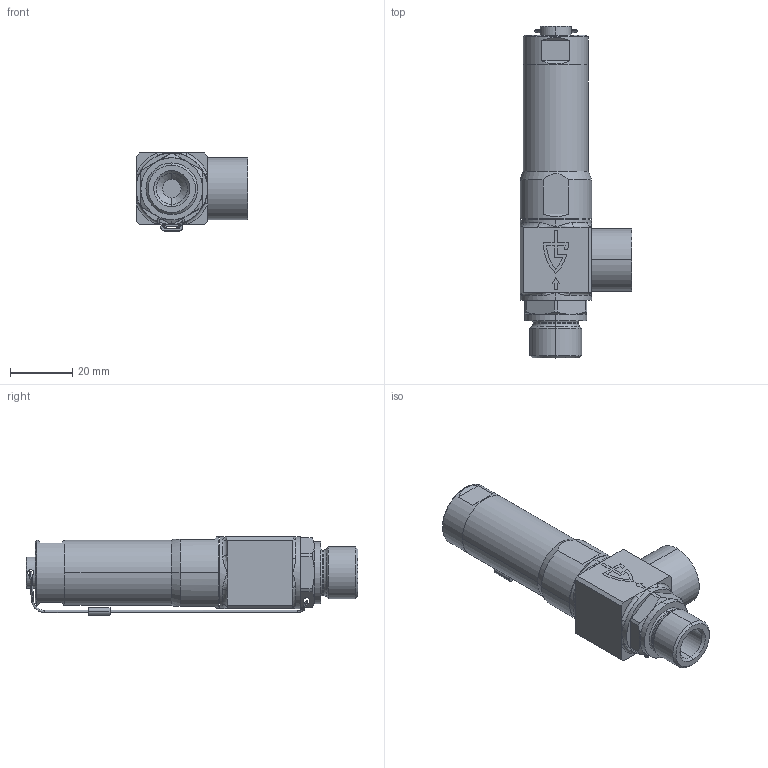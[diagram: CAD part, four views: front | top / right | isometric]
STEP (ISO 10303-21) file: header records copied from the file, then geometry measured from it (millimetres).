
FILE_DESCRIPTION (( 'STEP AP214' ), '1' );
FILE_NAME ('420 tbGFO 10 Dummy.STEP', '2013-07-30T09:57:31', ( 'Blankenhorn' ), ( '' ), 'SwSTEP 2.0', 'SolidWorks 2013', '' );
FILE_SCHEMA (( 'AUTOMOTIVE_DESIGN' ));
Length unit declared in the file: millimetre
Products named in the file (1): 420 tbGFO 10 Dummy
Bounding box: 36 x 106.7 x 25.11 mm (x, y, z)
Volume: 25013.2 mm3; surface area: 19402.3 mm2
Topology: 7 solids, 7 shells, 391 faces, 949 edges, 575 vertices
Faces by surface type: plane 136, cylinder 127, torus 61, cone 51, bspline 16
Entity records: 16522 total; most frequent: CARTESIAN_POINT 2872, DIRECTION 2061, ORIENTED_EDGE 1866, EDGE_CURVE 933, AXIS2_PLACEMENT_3D 804, VERTEX_POINT 575, LINE 453, VECTOR 453
